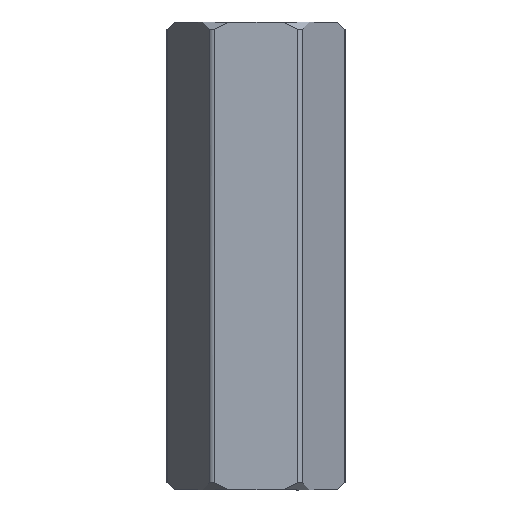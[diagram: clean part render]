
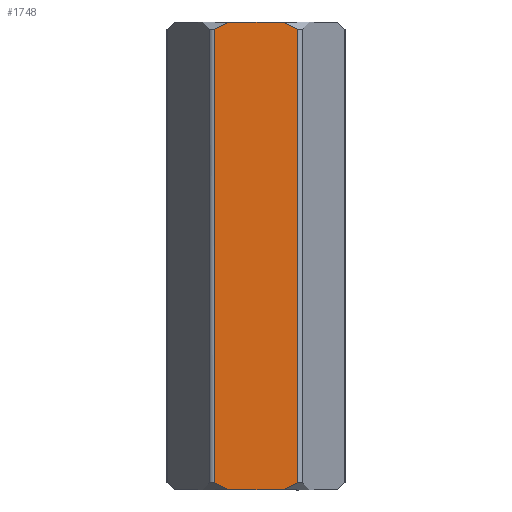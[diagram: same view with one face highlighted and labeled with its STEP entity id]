
A CAD part, front view. The second image highlights one B-rep face of the part: STEP entity #1748.
In plain terms, the highlighted planar face has unit normal (0, -1, 0).
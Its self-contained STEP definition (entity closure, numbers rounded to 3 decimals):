
#29=PLANE('',#1867);
#126=FACE_OUTER_BOUND('',#218,.T.);
#218=EDGE_LOOP('',(#1375,#1376,#1377,#1378,#1379,#1380,#1381,#1382));
#471=LINE('',#4512,#591);
#473=LINE('',#4518,#593);
#476=LINE('',#4524,#596);
#477=LINE('',#4526,#597);
#478=LINE('',#4528,#598);
#479=LINE('',#4530,#599);
#480=LINE('',#4532,#600);
#481=LINE('',#4533,#601);
#591=VECTOR('',#2149,10.);
#593=VECTOR('',#2155,10.);
#596=VECTOR('',#2160,10.);
#597=VECTOR('',#2161,10.);
#598=VECTOR('',#2162,10.);
#599=VECTOR('',#2163,10.);
#600=VECTOR('',#2164,10.);
#601=VECTOR('',#2165,10.);
#781=VERTEX_POINT('',#4509);
#782=VERTEX_POINT('',#4511);
#784=VERTEX_POINT('',#4517);
#786=VERTEX_POINT('',#4523);
#787=VERTEX_POINT('',#4525);
#788=VERTEX_POINT('',#4527);
#789=VERTEX_POINT('',#4529);
#790=VERTEX_POINT('',#4531);
#1027=EDGE_CURVE('',#781,#782,#471,.T.);
#1030=EDGE_CURVE('',#782,#784,#473,.T.);
#1033=EDGE_CURVE('',#781,#786,#476,.T.);
#1034=EDGE_CURVE('',#787,#786,#477,.T.);
#1035=EDGE_CURVE('',#787,#788,#478,.T.);
#1036=EDGE_CURVE('',#789,#788,#479,.T.);
#1037=EDGE_CURVE('',#790,#789,#480,.T.);
#1038=EDGE_CURVE('',#790,#784,#481,.T.);
#1375=ORIENTED_EDGE('',*,*,#1027,.F.);
#1376=ORIENTED_EDGE('',*,*,#1033,.T.);
#1377=ORIENTED_EDGE('',*,*,#1034,.F.);
#1378=ORIENTED_EDGE('',*,*,#1035,.T.);
#1379=ORIENTED_EDGE('',*,*,#1036,.F.);
#1380=ORIENTED_EDGE('',*,*,#1037,.F.);
#1381=ORIENTED_EDGE('',*,*,#1038,.T.);
#1382=ORIENTED_EDGE('',*,*,#1030,.F.);
#1748=ADVANCED_FACE('',(#126),#29,.T.);
#1867=AXIS2_PLACEMENT_3D('',#4522,#2158,#2159);
#2149=DIRECTION('',(0.,0.,-1.));
#2155=DIRECTION('',(-0.894,0.,-0.447));
#2158=DIRECTION('center_axis',(0.,-1.,0.));
#2159=DIRECTION('ref_axis',(1.,0.,0.));
#2160=DIRECTION('',(-0.894,0.,0.447));
#2161=DIRECTION('',(1.,0.,0.));
#2162=DIRECTION('',(-0.894,0.,-0.447));
#2163=DIRECTION('',(0.,0.,1.));
#2164=DIRECTION('',(-0.894,0.,0.447));
#2165=DIRECTION('',(1.,0.,0.));
#4509=CARTESIAN_POINT('',(1.328,-2.5,7.271));
#4511=CARTESIAN_POINT('',(1.328,-2.5,-7.271));
#4512=CARTESIAN_POINT('',(1.328,-2.5,0.));
#4517=CARTESIAN_POINT('',(0.87,-2.5,-7.5));
#4518=CARTESIAN_POINT('',(1.79,-2.5,-7.04));
#4522=CARTESIAN_POINT('Origin',(-1.443,-2.5,0.));
#4523=CARTESIAN_POINT('',(0.87,-2.5,7.5));
#4524=CARTESIAN_POINT('',(1.79,-2.5,7.04));
#4525=CARTESIAN_POINT('',(-0.87,-2.5,7.5));
#4526=CARTESIAN_POINT('',(-1.443,-2.5,7.5));
#4527=CARTESIAN_POINT('',(-1.328,-2.5,7.271));
#4528=CARTESIAN_POINT('',(-2.598,-2.5,6.636));
#4529=CARTESIAN_POINT('',(-1.328,-2.5,-7.271));
#4530=CARTESIAN_POINT('',(-1.328,-2.5,0.));
#4531=CARTESIAN_POINT('',(-0.87,-2.5,-7.5));
#4532=CARTESIAN_POINT('',(-2.598,-2.5,-6.636));
#4533=CARTESIAN_POINT('',(-1.443,-2.5,-7.5));
